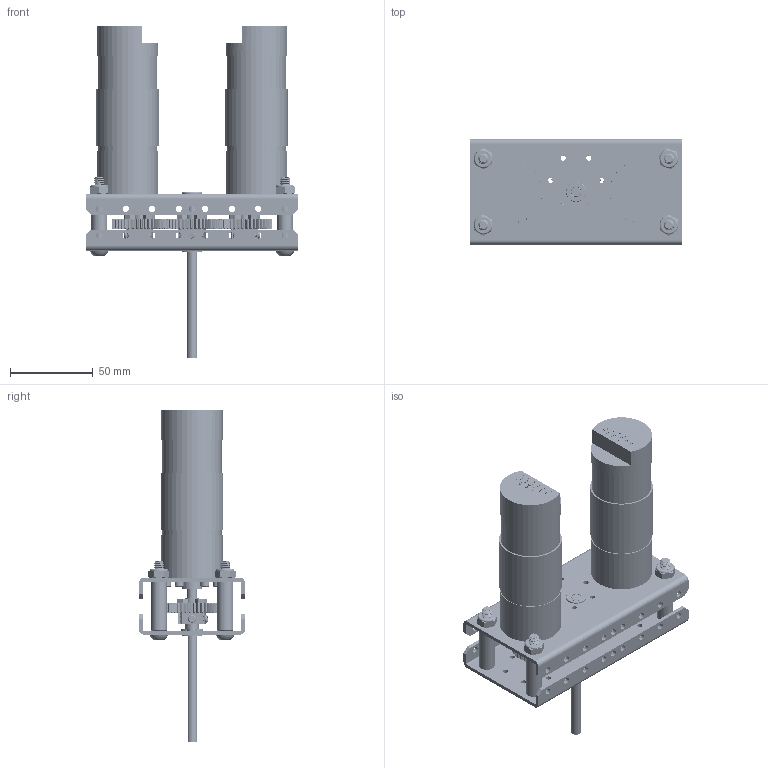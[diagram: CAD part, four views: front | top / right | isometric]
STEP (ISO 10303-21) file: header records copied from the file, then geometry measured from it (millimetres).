
FILE_DESCRIPTION (( 'STEP AP214' ), '1' );
FILE_NAME ('am-3448 PicoBox Duo REV2.STEP', '2018-06-18T14:12:26', ( '' ), ( '' ), 'SwSTEP 2.0', 'SolidWorks 2017', '' );
FILE_SCHEMA (( 'AUTOMOTIVE_DESIGN' ));
Length unit declared in the file: inch
Products named in the file (13): 6mm x 12mm Flanged -Mcm 7804K142_7804K142; 10-32 x 0.25 Set Screw Cup Point; 40T 32DP 20PA With 6mm Bore Nub Gear; M3x0.5x6mm SHCS_91290A111; 6mm D-Shaft 100mm; PicoBox Spacer; 14-20 NyLock thin - Mcm 90566A029_90566A029; 14-20 x 1.750 BHCS_92949A837; am-3448 PicoBox Duo REV2; PicoBox Duo Plate; 6-32 x 0500 HHCS_93075A148; am-2964 NeveRest; am-3215 6mmD Double Boss Nub
Assembly tree (52 placements, depth 2):
  am-3448 PicoBox Duo REV2
    PicoBox Duo Plate  x2
    PicoBox Spacer  x4
    6mm x 12mm Flanged -Mcm 7804K142_7804K142  x2
    am-2964 NeveRest  x2
    am-3215 6mmD Double Boss Nub  x3
    40T 32DP 20PA With 6mm Bore Nub Gear  x3
    14-20 x 1.750 BHCS_92949A837  x4
    14-20 NyLock thin - Mcm 90566A029_90566A029  x4
    M3x0.5x6mm SHCS_91290A111  x12
    6-32 x 0500 HHCS_93075A148  x12
    10-32 x 0.25 Set Screw Cup Point  x3
    6mm D-Shaft 100mm
Bounding box: 128 x 64 x 200.29 mm (x, y, z)
Volume: 295700.3 mm3; surface area: 114310 mm2
Topology: 98 solids, 98 shells, 4531 faces, 12071 edges, 7833 vertices
Faces by surface type: cylinder 2369, plane 910, cone 836, bspline 324, sphere 56, torus 36
Entity records: 61123 total; most frequent: CARTESIAN_POINT 26056, ORIENTED_EDGE 6460, DIRECTION 5748, EDGE_CURVE 3230, AXIS2_PLACEMENT_3D 2197, VERTEX_POINT 2116, EDGE_LOOP 1394, LINE 1354
